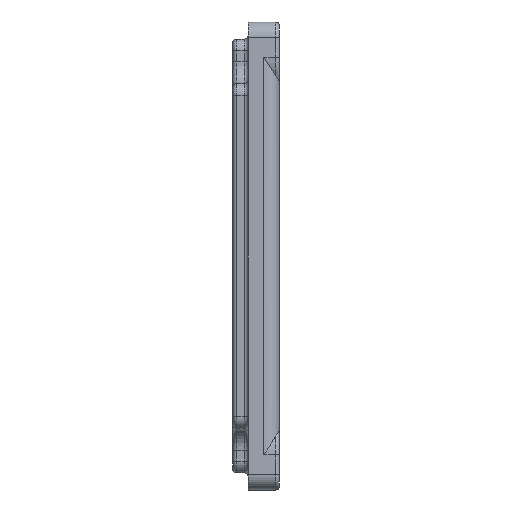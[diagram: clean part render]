
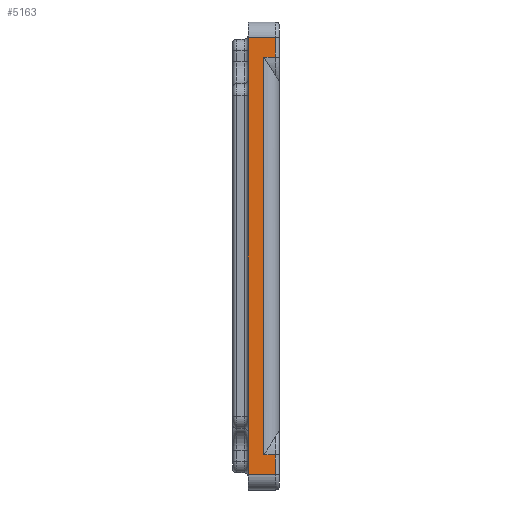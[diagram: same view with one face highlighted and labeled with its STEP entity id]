
A CAD part, left-side view. The second image highlights one B-rep face of the part: STEP entity #5163.
In plain terms, the highlighted planar face has unit normal (-1, 0, 0).
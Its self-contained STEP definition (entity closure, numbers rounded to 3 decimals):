
#2 = ORIENTED_EDGE ( 'NONE', *, *, #3250, .T. ) ;
#43 = CARTESIAN_POINT ( 'NONE',  ( -55.5, -3.5, 30. ) ) ;
#69 = CARTESIAN_POINT ( 'NONE',  ( -55.5, 0., 28. ) ) ;
#103 = CARTESIAN_POINT ( 'NONE',  ( -55.5, -4., -28. ) ) ;
#219 = CARTESIAN_POINT ( 'NONE',  ( -55.5, -2., 30. ) ) ;
#282 = ORIENTED_EDGE ( 'NONE', *, *, #1854, .T. ) ;
#338 = CARTESIAN_POINT ( 'NONE',  ( -55.5, -3.5, 28. ) ) ;
#464 = EDGE_CURVE ( 'NONE', #1510, #5468, #5285, .T. ) ;
#521 = EDGE_LOOP ( 'NONE', ( #3770, #1681, #4185, #3266, #2, #4745, #282, #2653 ) ) ;
#542 = LINE ( 'NONE', #219, #3972 ) ;
#579 = DIRECTION ( 'NONE',  ( 0., 0., 1. ) ) ;
#704 = CARTESIAN_POINT ( 'NONE',  ( -55.5, 0., 30. ) ) ;
#767 = EDGE_CURVE ( 'NONE', #1510, #3630, #5063, .T. ) ;
#839 = CARTESIAN_POINT ( 'NONE',  ( -55.5, -2., 25.5 ) ) ;
#954 = EDGE_CURVE ( 'NONE', #4740, #3630, #542, .T. ) ;
#1013 = EDGE_CURVE ( 'NONE', #4480, #1767, #3686, .T. ) ;
#1132 = VECTOR ( 'NONE', #5296, 1000. ) ;
#1367 = VECTOR ( 'NONE', #2765, 1000. ) ;
#1368 = FACE_OUTER_BOUND ( 'NONE', #521, .T. ) ;
#1510 = VERTEX_POINT ( 'NONE', #5645 ) ;
#1559 = LINE ( 'NONE', #3053, #2592 ) ;
#1681 = ORIENTED_EDGE ( 'NONE', *, *, #464, .T. ) ;
#1705 = CARTESIAN_POINT ( 'NONE',  ( -55.5, 0., -28. ) ) ;
#1744 = VECTOR ( 'NONE', #3615, 1000. ) ;
#1767 = VERTEX_POINT ( 'NONE', #69 ) ;
#1854 = EDGE_CURVE ( 'NONE', #2138, #4740, #5104, .T. ) ;
#2138 = VERTEX_POINT ( 'NONE', #4115 ) ;
#2238 = CARTESIAN_POINT ( 'NONE',  ( -55.5, -3.5, 30. ) ) ;
#2314 = LINE ( 'NONE', #2238, #1132 ) ;
#2347 = CARTESIAN_POINT ( 'NONE',  ( -55.5, -4., 30. ) ) ;
#2375 = VERTEX_POINT ( 'NONE', #5609 ) ;
#2592 = VECTOR ( 'NONE', #3945, 1000. ) ;
#2653 = ORIENTED_EDGE ( 'NONE', *, *, #954, .T. ) ;
#2765 = DIRECTION ( 'NONE',  ( 0., -1., 0. ) ) ;
#2794 = PLANE ( 'NONE',  #3247 ) ;
#2879 = VECTOR ( 'NONE', #4331, 1000. ) ;
#3053 = CARTESIAN_POINT ( 'NONE',  ( -55.5, -4., 28. ) ) ;
#3083 = CARTESIAN_POINT ( 'NONE',  ( -55.5, -4., 25.5 ) ) ;
#3236 = DIRECTION ( 'NONE',  ( -1., 0., 0. ) ) ;
#3247 = AXIS2_PLACEMENT_3D ( 'NONE', #2347, #3236, #579 ) ;
#3250 = EDGE_CURVE ( 'NONE', #4480, #2375, #3872, .T. ) ;
#3266 = ORIENTED_EDGE ( 'NONE', *, *, #1013, .F. ) ;
#3531 = DIRECTION ( 'NONE',  ( 0., 1., 0. ) ) ;
#3615 = DIRECTION ( 'NONE',  ( 0., 0., 1. ) ) ;
#3630 = VERTEX_POINT ( 'NONE', #839 ) ;
#3686 = LINE ( 'NONE', #704, #4727 ) ;
#3703 = CARTESIAN_POINT ( 'NONE',  ( -55.5, -2., -25.5 ) ) ;
#3754 = VECTOR ( 'NONE', #3531, 1000. ) ;
#3770 = ORIENTED_EDGE ( 'NONE', *, *, #767, .F. ) ;
#3830 = DIRECTION ( 'NONE',  ( 0., 0., 1. ) ) ;
#3872 = LINE ( 'NONE', #103, #1367 ) ;
#3945 = DIRECTION ( 'NONE',  ( 0., 1., 0. ) ) ;
#3972 = VECTOR ( 'NONE', #4214, 1000. ) ;
#4115 = CARTESIAN_POINT ( 'NONE',  ( -55.5, -3.5, -25.5 ) ) ;
#4185 = ORIENTED_EDGE ( 'NONE', *, *, #4533, .T. ) ;
#4214 = DIRECTION ( 'NONE',  ( 0., 0., 1. ) ) ;
#4331 = DIRECTION ( 'NONE',  ( 0., 1., 0. ) ) ;
#4480 = VERTEX_POINT ( 'NONE', #1705 ) ;
#4533 = EDGE_CURVE ( 'NONE', #5468, #1767, #1559, .T. ) ;
#4579 = EDGE_CURVE ( 'NONE', #2375, #2138, #2314, .T. ) ;
#4727 = VECTOR ( 'NONE', #3830, 1000. ) ;
#4740 = VERTEX_POINT ( 'NONE', #3703 ) ;
#4745 = ORIENTED_EDGE ( 'NONE', *, *, #4579, .T. ) ;
#4781 = CARTESIAN_POINT ( 'NONE',  ( -55.5, -4., -25.5 ) ) ;
#5063 = LINE ( 'NONE', #3083, #3754 ) ;
#5104 = LINE ( 'NONE', #4781, #2879 ) ;
#5163 = ADVANCED_FACE ( 'NONE', ( #1368 ), #2794, .T. ) ;
#5285 = LINE ( 'NONE', #43, #1744 ) ;
#5296 = DIRECTION ( 'NONE',  ( 0., 0., 1. ) ) ;
#5468 = VERTEX_POINT ( 'NONE', #338 ) ;
#5609 = CARTESIAN_POINT ( 'NONE',  ( -55.5, -3.5, -28. ) ) ;
#5645 = CARTESIAN_POINT ( 'NONE',  ( -55.5, -3.5, 25.5 ) ) ;
